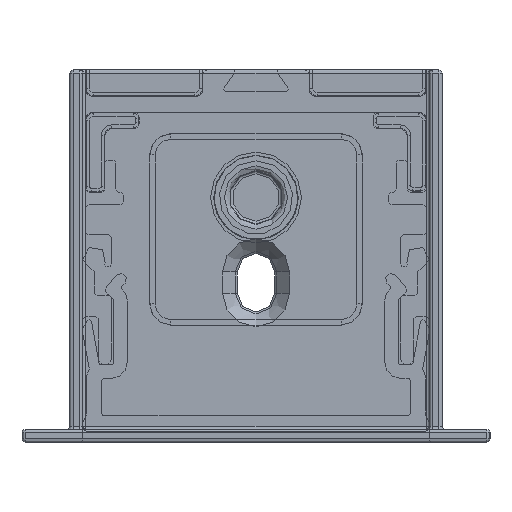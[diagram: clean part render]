
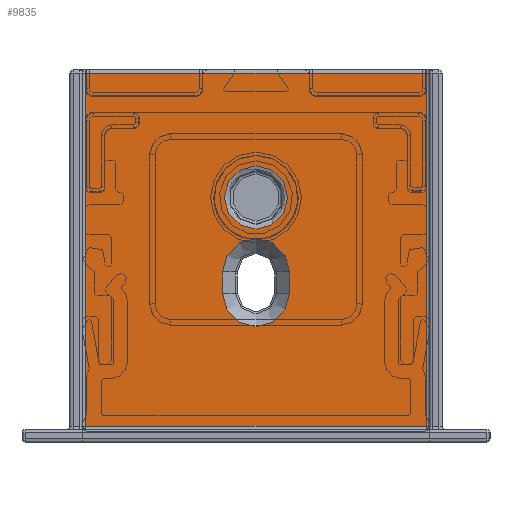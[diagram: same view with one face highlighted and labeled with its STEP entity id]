
A CAD part, front view. The second image highlights one B-rep face of the part: STEP entity #9835.
In plain terms, the highlighted planar face has unit normal (0, -1, 0).
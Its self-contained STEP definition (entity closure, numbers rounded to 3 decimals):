
#145=FACE_BOUND('',#1301,.T.);
#146=FACE_BOUND('',#1302,.T.);
#239=PLANE('',#10652);
#703=FACE_OUTER_BOUND('',#1300,.T.);
#1300=EDGE_LOOP('',(#7468,#7469,#7470,#7471));
#1301=EDGE_LOOP('',(#7472));
#1302=EDGE_LOOP('',(#7473,#7474,#7475,#7476));
#2024=LINE('',#16451,#2835);
#2027=LINE('',#16459,#2838);
#2029=LINE('',#16465,#2840);
#2030=LINE('',#16467,#2841);
#2031=LINE('',#16469,#2842);
#2032=LINE('',#16470,#2843);
#2835=VECTOR('',#12586,10.);
#2838=VECTOR('',#12597,10.);
#2840=VECTOR('',#12603,10.);
#2841=VECTOR('',#12604,10.);
#2842=VECTOR('',#12605,10.);
#2843=VECTOR('',#12606,10.);
#3518=CIRCLE('',#10645,3.15);
#3519=CIRCLE('',#10648,3.15);
#3521=CIRCLE('',#10653,2.984);
#4253=VERTEX_POINT('',#16442);
#4254=VERTEX_POINT('',#16444);
#4256=VERTEX_POINT('',#16449);
#4257=VERTEX_POINT('',#16454);
#4258=VERTEX_POINT('',#16463);
#4259=VERTEX_POINT('',#16464);
#4260=VERTEX_POINT('',#16466);
#4261=VERTEX_POINT('',#16468);
#4262=VERTEX_POINT('',#16471);
#5393=EDGE_CURVE('',#4253,#4254,#3518,.T.);
#5396=EDGE_CURVE('',#4256,#4253,#2024,.T.);
#5399=EDGE_CURVE('',#4257,#4256,#3519,.T.);
#5401=EDGE_CURVE('',#4254,#4257,#2027,.T.);
#5403=EDGE_CURVE('',#4258,#4259,#2029,.T.);
#5404=EDGE_CURVE('',#4260,#4258,#2030,.T.);
#5405=EDGE_CURVE('',#4261,#4260,#2031,.T.);
#5406=EDGE_CURVE('',#4259,#4261,#2032,.T.);
#5407=EDGE_CURVE('',#4262,#4262,#3521,.T.);
#7468=ORIENTED_EDGE('',*,*,#5403,.F.);
#7469=ORIENTED_EDGE('',*,*,#5404,.F.);
#7470=ORIENTED_EDGE('',*,*,#5405,.F.);
#7471=ORIENTED_EDGE('',*,*,#5406,.F.);
#7472=ORIENTED_EDGE('',*,*,#5407,.F.);
#7473=ORIENTED_EDGE('',*,*,#5393,.F.);
#7474=ORIENTED_EDGE('',*,*,#5396,.F.);
#7475=ORIENTED_EDGE('',*,*,#5399,.F.);
#7476=ORIENTED_EDGE('',*,*,#5401,.F.);
#9835=ADVANCED_FACE('',(#703,#145,#146),#239,.F.);
#10645=AXIS2_PLACEMENT_3D('',#16445,#12580,#12581);
#10648=AXIS2_PLACEMENT_3D('',#16456,#12591,#12592);
#10652=AXIS2_PLACEMENT_3D('',#16462,#12601,#12602);
#10653=AXIS2_PLACEMENT_3D('',#16472,#12607,#12608);
#12580=DIRECTION('center_axis',(0.,-1.,0.));
#12581=DIRECTION('ref_axis',(-1.,0.,0.));
#12586=DIRECTION('',(0.,0.,1.));
#12591=DIRECTION('center_axis',(0.,-1.,0.));
#12592=DIRECTION('ref_axis',(1.,0.,0.));
#12597=DIRECTION('',(0.,0.,-1.));
#12601=DIRECTION('center_axis',(0.,1.,0.));
#12602=DIRECTION('ref_axis',(0.,0.,
1.));
#12603=DIRECTION('',(1.,0.,0.));
#12604=DIRECTION('',(0.,0.,1.));
#12605=DIRECTION('',(-1.,0.,0.));
#12606=DIRECTION('',(0.,0.,-1.));
#12607=DIRECTION('center_axis',(0.,-1.,0.));
#12608=DIRECTION('ref_axis',(0.,0.,
1.));
#16442=CARTESIAN_POINT('',(3.15,-2106.8,-19.));
#16444=CARTESIAN_POINT('',(-3.15,-2106.8,-19.));
#16445=CARTESIAN_POINT('Origin',(0.,-2106.8,-19.));
#16449=CARTESIAN_POINT('',(3.15,-2106.8,-21.));
#16451=CARTESIAN_POINT('',(3.15,-2106.8,-19.25));
#16454=CARTESIAN_POINT('',(-3.15,-2106.8,-21.));
#16456=CARTESIAN_POINT('Origin',(0.,-2106.8,-21.));
#16459=CARTESIAN_POINT('',(-3.15,-2106.8,-18.25));
#16462=CARTESIAN_POINT('Origin',(0.,-2106.8,-17.5));
#16463=CARTESIAN_POINT('',(-16.,-2106.8,-0.3));
#16464=CARTESIAN_POINT('',(16.,-2106.8,-0.3));
#16465=CARTESIAN_POINT('',(-8.75,-2106.8,-0.3));
#16466=CARTESIAN_POINT('',(-16.,-2106.8,-33.5));
#16467=CARTESIAN_POINT('',(-16.,-2106.8,-25.65));
#16468=CARTESIAN_POINT('',(16.,-2106.8,-33.5));
#16469=CARTESIAN_POINT('',(8.15,-2106.8,-33.5));
#16470=CARTESIAN_POINT('',(16.,-2106.8,-8.75));
#16471=CARTESIAN_POINT('',(0.,-2106.8,-14.984));
#16472=CARTESIAN_POINT('Origin',(0.,-2106.8,-12.));
